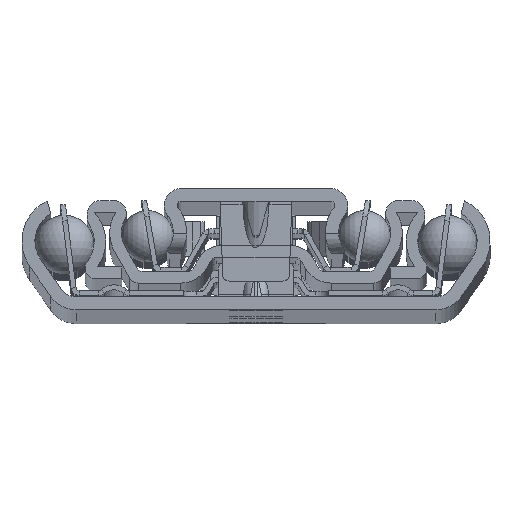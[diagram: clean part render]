
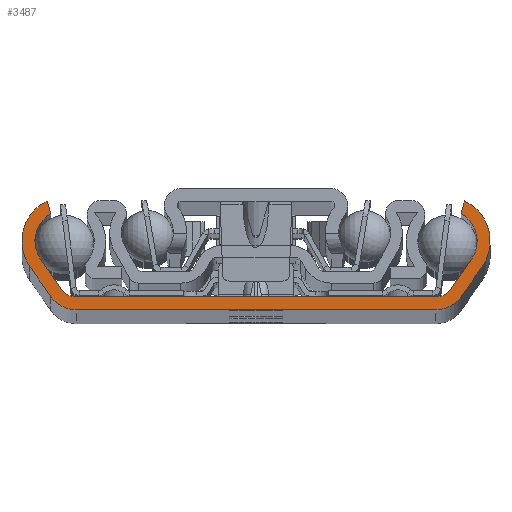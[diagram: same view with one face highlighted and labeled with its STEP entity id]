
A CAD part, top view. The second image highlights one B-rep face of the part: STEP entity #3487.
In plain terms, the highlighted planar face has unit normal (0, 0, 1).
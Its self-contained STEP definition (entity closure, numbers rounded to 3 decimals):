
#36=CARTESIAN_POINT('',(-27.471,4.25,0.));
#37=DIRECTION('',(0.,0.,-1.));
#38=DIRECTION('',(0.,-1.,0.));
#39=AXIS2_PLACEMENT_3D('',#36,#37,#38);
#41=DIRECTION('',(-1.,0.,0.));
#42=VECTOR('',#41,54.941);
#43=CARTESIAN_POINT('',(27.471,2.,0.));
#44=LINE('',#43,#42);
#45=CARTESIAN_POINT('',(27.471,4.25,0.));
#46=DIRECTION('',(0.,0.,-1.));
#47=DIRECTION('',(0.819,-0.574,0.));
#48=AXIS2_PLACEMENT_3D('',#45,#46,#47);
#50=DIRECTION('',(-0.574,-0.819,0.));
#51=VECTOR('',#50,5.757);
#52=CARTESIAN_POINT('',(32.616,7.676,0.));
#53=LINE('',#52,#51);
#54=CARTESIAN_POINT('',(28.725,10.4,0.));
#55=DIRECTION('',(0.,0.,-1.));
#56=DIRECTION('',(0.489,0.872,0.));
#57=AXIS2_PLACEMENT_3D('',#54,#55,#56);
#59=DIRECTION('',(-0.25,-0.968,0.));
#60=VECTOR('',#59,2.022);
#61=CARTESIAN_POINT('',(31.556,16.5,0.));
#62=LINE('',#61,#60);
#63=CARTESIAN_POINT('',(28.725,10.4,0.));
#64=DIRECTION('',(0.,0.,1.));
#65=DIRECTION('',(0.819,-0.574,0.));
#66=AXIS2_PLACEMENT_3D('',#63,#64,#65);
#68=DIRECTION('',(0.574,0.819,0.));
#69=VECTOR('',#68,5.514);
#70=CARTESIAN_POINT('',(31.071,2.026,0.));
#71=LINE('',#70,#69);
#72=CARTESIAN_POINT('',(27.18,4.75,0.));
#73=DIRECTION('',(0.,0.,1.));
#74=DIRECTION('',(0.,-1.,0.));
#75=AXIS2_PLACEMENT_3D('',#72,#73,#74);
#77=DIRECTION('',(1.,0.,0.));
#78=VECTOR('',#77,54.36);
#79=CARTESIAN_POINT('',(-27.18,0.,0.));
#80=LINE('',#79,#78);
#81=CARTESIAN_POINT('',(-27.18,4.75,0.));
#82=DIRECTION('',(0.,0.,1.));
#83=DIRECTION('',(-0.819,-0.574,0.));
#84=AXIS2_PLACEMENT_3D('',#81,#82,#83);
#86=DIRECTION('',(0.574,-0.819,0.));
#87=VECTOR('',#86,5.514);
#88=CARTESIAN_POINT('',(-34.234,6.543,0.));
#89=LINE('',#88,#87);
#90=CARTESIAN_POINT('',(-28.725,10.4,0.));
#91=DIRECTION('',(0.,0.,1.));
#92=DIRECTION('',(-0.431,0.902,0.));
#93=AXIS2_PLACEMENT_3D('',#90,#91,#92);
#95=DIRECTION('',(-0.286,0.958,0.));
#96=VECTOR('',#95,2.01);
#97=CARTESIAN_POINT('',(-31.05,14.542,0.));
#98=LINE('',#97,#96);
#99=CARTESIAN_POINT('',(-28.725,10.4,0.));
#100=DIRECTION('',(0.,0.,-1.));
#101=DIRECTION('',(-0.819,-0.574,0.));
#102=AXIS2_PLACEMENT_3D('',#99,#100,#101);
#104=DIRECTION('',(-0.574,0.819,0.));
#105=VECTOR('',#104,5.757);
#106=CARTESIAN_POINT('',(-29.314,2.959,0.));
#107=LINE('',#106,#105);
#2881=CARTESIAN_POINT('',(-27.471,2.,0.));
#2882=CARTESIAN_POINT('',(-29.314,2.959,0.));
#2883=VERTEX_POINT('',#2881);
#2884=VERTEX_POINT('',#2882);
#2885=CARTESIAN_POINT('',(-32.616,7.676,0.));
#2886=VERTEX_POINT('',#2885);
#2887=CARTESIAN_POINT('',(-31.05,14.542,0.));
#2888=VERTEX_POINT('',#2887);
#2889=CARTESIAN_POINT('',(-31.624,16.468,0.));
#2890=VERTEX_POINT('',#2889);
#2891=CARTESIAN_POINT('',(-34.234,6.543,0.));
#2892=VERTEX_POINT('',#2891);
#2893=CARTESIAN_POINT('',(-31.071,2.026,0.));
#2894=VERTEX_POINT('',#2893);
#2895=CARTESIAN_POINT('',(-27.18,0.,0.));
#2896=VERTEX_POINT('',#2895);
#2897=CARTESIAN_POINT('',(27.18,0.,0.));
#2898=VERTEX_POINT('',#2897);
#2899=CARTESIAN_POINT('',(31.071,2.026,0.));
#2900=VERTEX_POINT('',#2899);
#2901=CARTESIAN_POINT('',(34.234,6.543,0.));
#2902=VERTEX_POINT('',#2901);
#2903=CARTESIAN_POINT('',(31.556,16.5,0.));
#2904=VERTEX_POINT('',#2903);
#2905=CARTESIAN_POINT('',(31.05,14.542,0.));
#2906=VERTEX_POINT('',#2905);
#2907=CARTESIAN_POINT('',(32.616,7.676,0.));
#2908=VERTEX_POINT('',#2907);
#2909=CARTESIAN_POINT('',(29.314,2.959,0.));
#2910=VERTEX_POINT('',#2909);
#2911=CARTESIAN_POINT('',(27.471,2.,0.));
#2912=VERTEX_POINT('',#2911);
#3448=CARTESIAN_POINT('',(0.,0.,0.));
#3449=DIRECTION('',(0.,0.,1.));
#3450=DIRECTION('',(1.,0.,0.));
#3451=AXIS2_PLACEMENT_3D('',#3448,#3449,#3450);
#3452=PLANE('',#3451);
#3454=ORIENTED_EDGE('',*,*,#3453,.F.);
#3456=ORIENTED_EDGE('',*,*,#3455,.F.);
#3458=ORIENTED_EDGE('',*,*,#3457,.F.);
#3460=ORIENTED_EDGE('',*,*,#3459,.F.);
#3462=ORIENTED_EDGE('',*,*,#3461,.F.);
#3464=ORIENTED_EDGE('',*,*,#3463,.F.);
#3466=ORIENTED_EDGE('',*,*,#3465,.F.);
#3468=ORIENTED_EDGE('',*,*,#3467,.F.);
#3470=ORIENTED_EDGE('',*,*,#3469,.F.);
#3472=ORIENTED_EDGE('',*,*,#3471,.F.);
#3474=ORIENTED_EDGE('',*,*,#3473,.F.);
#3476=ORIENTED_EDGE('',*,*,#3475,.F.);
#3478=ORIENTED_EDGE('',*,*,#3477,.F.);
#3480=ORIENTED_EDGE('',*,*,#3479,.F.);
#3482=ORIENTED_EDGE('',*,*,#3481,.F.);
#3484=ORIENTED_EDGE('',*,*,#3483,.F.);
#3485=EDGE_LOOP('',(#3454,#3456,#3458,#3460,#3462,#3464,#3466,#3468,#3470,#3472,
#3474,#3476,#3478,#3480,#3482,#3484));
#3486=FACE_OUTER_BOUND('',#3485,.F.);
#3487=ADVANCED_FACE('',(#3486),#3452,.T.);
#40=CIRCLE('',#39,2.25);
#49=CIRCLE('',#48,2.25);
#58=CIRCLE('',#57,4.75);
#67=CIRCLE('',#66,6.725);
#76=CIRCLE('',#75,4.75);
#85=CIRCLE('',#84,4.75);
#94=CIRCLE('',#93,6.725);
#103=CIRCLE('',#102,4.75);
#3453=EDGE_CURVE('',#2883,#2884,#40,.T.);
#3455=EDGE_CURVE('',#2912,#2883,#44,.T.);
#3457=EDGE_CURVE('',#2910,#2912,#49,.T.);
#3459=EDGE_CURVE('',#2908,#2910,#53,.T.);
#3461=EDGE_CURVE('',#2906,#2908,#58,.T.);
#3463=EDGE_CURVE('',#2904,#2906,#62,.T.);
#3465=EDGE_CURVE('',#2902,#2904,#67,.T.);
#3467=EDGE_CURVE('',#2900,#2902,#71,.T.);
#3469=EDGE_CURVE('',#2898,#2900,#76,.T.);
#3471=EDGE_CURVE('',#2896,#2898,#80,.T.);
#3473=EDGE_CURVE('',#2894,#2896,#85,.T.);
#3475=EDGE_CURVE('',#2892,#2894,#89,.T.);
#3477=EDGE_CURVE('',#2890,#2892,#94,.T.);
#3479=EDGE_CURVE('',#2888,#2890,#98,.T.);
#3481=EDGE_CURVE('',#2886,#2888,#103,.T.);
#3483=EDGE_CURVE('',#2884,#2886,#107,.T.);
